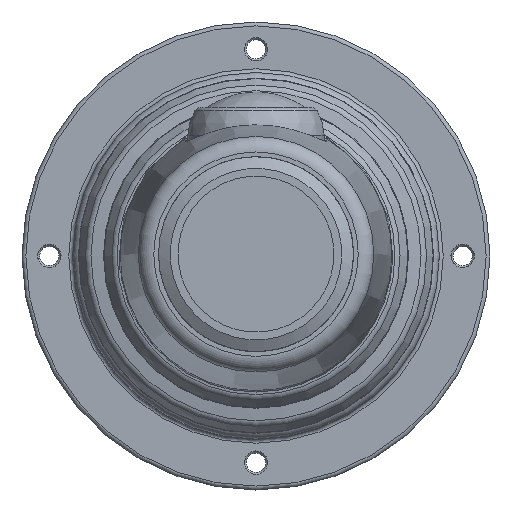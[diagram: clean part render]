
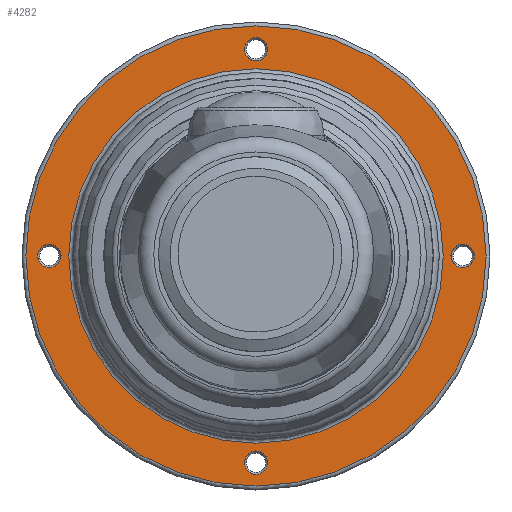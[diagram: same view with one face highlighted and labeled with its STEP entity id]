
A CAD part, top view. The second image highlights one B-rep face of the part: STEP entity #4282.
In plain terms, the highlighted planar face has unit normal (0, 0, 1).
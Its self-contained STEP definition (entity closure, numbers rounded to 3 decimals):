
#973=FACE_BOUND('',#1689,.T.);
#974=FACE_BOUND('',#1690,.T.);
#975=FACE_BOUND('',#1691,.T.);
#976=FACE_BOUND('',#1692,.T.);
#977=FACE_BOUND('',#1693,.T.);
#1098=PLANE('',#4764);
#1326=FACE_OUTER_BOUND('',#1688,.T.);
#1688=EDGE_LOOP('',(#3826));
#1689=EDGE_LOOP('',(#3827));
#1690=EDGE_LOOP('',(#3828));
#1691=EDGE_LOOP('',(#3829));
#1692=EDGE_LOOP('',(#3830));
#1693=EDGE_LOOP('',(#3831));
#1979=CIRCLE('',#4746,29.5);
#1990=CIRCLE('',#4765,1.5);
#1991=CIRCLE('',#4766,1.5);
#1992=CIRCLE('',#4767,1.5);
#1993=CIRCLE('',#4768,1.5);
#1994=CIRCLE('',#4769,24.);
#2372=VERTEX_POINT('',#7224);
#2383=VERTEX_POINT('',#7344);
#2384=VERTEX_POINT('',#7346);
#2385=VERTEX_POINT('',#7348);
#2386=VERTEX_POINT('',#7350);
#2387=VERTEX_POINT('',#7352);
#2874=EDGE_CURVE('',#2372,#2372,#1979,.T.);
#2888=EDGE_CURVE('',#2383,#2383,#1990,.T.);
#2889=EDGE_CURVE('',#2384,#2384,#1991,.T.);
#2890=EDGE_CURVE('',#2385,#2385,#1992,.T.);
#2891=EDGE_CURVE('',#2386,#2386,#1993,.T.);
#2892=EDGE_CURVE('',#2387,#2387,#1994,.T.);
#3826=ORIENTED_EDGE('',*,*,#2874,.F.);
#3827=ORIENTED_EDGE('',*,*,#2888,.T.);
#3828=ORIENTED_EDGE('',*,*,#2889,.T.);
#3829=ORIENTED_EDGE('',*,*,#2890,.T.);
#3830=ORIENTED_EDGE('',*,*,#2891,.T.);
#3831=ORIENTED_EDGE('',*,*,#2892,.F.);
#4282=ADVANCED_FACE('',(#1326,#973,#974,#975,#976,#977),#1098,.T.);
#4746=AXIS2_PLACEMENT_3D('',#7225,#5871,#5872);
#4764=AXIS2_PLACEMENT_3D('',#7343,#5907,#5908);
#4765=AXIS2_PLACEMENT_3D('',#7345,#5909,#5910);
#4766=AXIS2_PLACEMENT_3D('',#7347,#5911,#5912);
#4767=AXIS2_PLACEMENT_3D('',#7349,#5913,#5914);
#4768=AXIS2_PLACEMENT_3D('',#7351,#5915,#5916);
#4769=AXIS2_PLACEMENT_3D('',#7353,#5917,#5918);
#5871=DIRECTION('center_axis',(0.,0.,
-1.));
#5872=DIRECTION('ref_axis',(1.,0.,0.));
#5907=DIRECTION('center_axis',(0.,0.,
1.));
#5908=DIRECTION('ref_axis',(0.,-1.,0.));
#5909=DIRECTION('center_axis',(0.,0.,
-1.));
#5910=DIRECTION('ref_axis',(0.,-1.,0.));
#5911=DIRECTION('center_axis',(0.,0.,
-1.));
#5912=DIRECTION('ref_axis',(-1.,0.,0.));
#5913=DIRECTION('center_axis',(0.,0.,
-1.));
#5914=DIRECTION('ref_axis',(0.,1.,0.));
#5915=DIRECTION('center_axis',(0.,0.,
-1.));
#5916=DIRECTION('ref_axis',(1.,0.,0.));
#5917=DIRECTION('center_axis',(0.,0.,
1.));
#5918=DIRECTION('ref_axis',(1.,0.,0.));
#7224=CARTESIAN_POINT('',(-29.5,0.,2.6));
#7225=CARTESIAN_POINT('Origin',(0.,0.,
2.6));
#7343=CARTESIAN_POINT('Origin',(-26.75,0.,2.6));
#7344=CARTESIAN_POINT('',(26.5,-1.5,2.6));
#7345=CARTESIAN_POINT('Origin',(26.5,0.,2.6));
#7346=CARTESIAN_POINT('',(-1.5,-26.5,2.6));
#7347=CARTESIAN_POINT('Origin',(0.,-26.5,2.6));
#7348=CARTESIAN_POINT('',(-26.5,1.5,2.6));
#7349=CARTESIAN_POINT('Origin',(-26.5,0.,2.6));
#7350=CARTESIAN_POINT('',(1.5,26.5,2.6));
#7351=CARTESIAN_POINT('Origin',(0.,26.5,2.6));
#7352=CARTESIAN_POINT('',(-24.,0.,2.6));
#7353=CARTESIAN_POINT('Origin',(0.,0.,
2.6));
